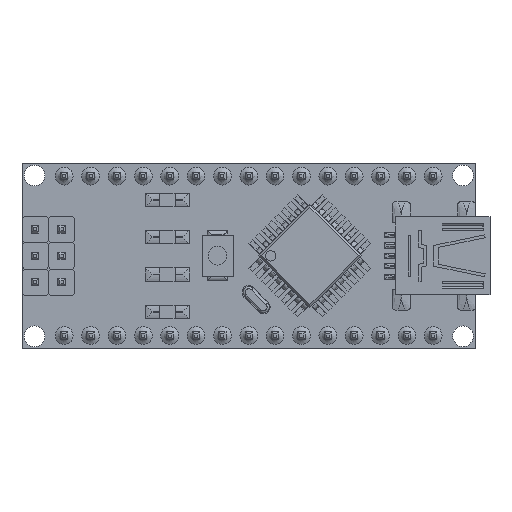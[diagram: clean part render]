
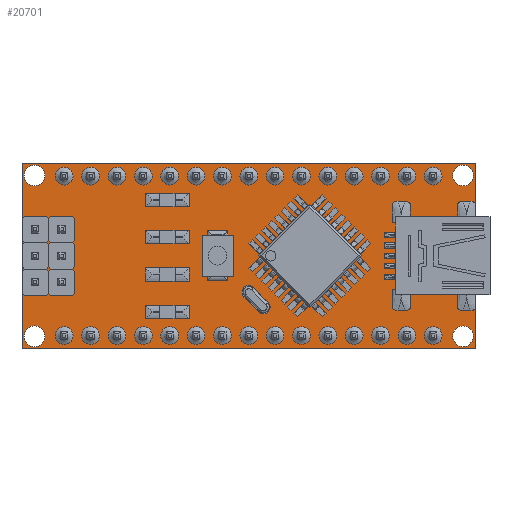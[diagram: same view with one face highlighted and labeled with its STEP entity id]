
A CAD part, top view. The second image highlights one B-rep face of the part: STEP entity #20701.
In plain terms, the highlighted face is planar.
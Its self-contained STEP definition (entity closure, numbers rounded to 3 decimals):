
#168=FACE_BOUND('',#3917,.T.);
#169=FACE_BOUND('',#3918,.T.);
#170=FACE_BOUND('',#3919,.T.);
#171=FACE_BOUND('',#3920,.T.);
#1039=CIRCLE('',#22658,1.);
#1040=CIRCLE('',#22659,1.);
#1043=CIRCLE('',#22663,1.);
#1044=CIRCLE('',#22664,1.);
#1045=CIRCLE('',#22666,1.);
#1046=CIRCLE('',#22667,1.);
#1049=CIRCLE('',#22671,1.);
#1050=CIRCLE('',#22672,1.);
#2703=FACE_OUTER_BOUND('',#3916,.T.);
#3916=EDGE_LOOP('',(#18531,#18532,#18533,#18534));
#3917=EDGE_LOOP('',(#18535,#18536));
#3918=EDGE_LOOP('',(#18537,#18538));
#3919=EDGE_LOOP('',(#18539,#18540));
#3920=EDGE_LOOP('',(#18541,#18542));
#6129=LINE('',#36358,#8371);
#6133=LINE('',#36366,#8375);
#6136=LINE('',#36372,#8378);
#6139=LINE('',#36377,#8381);
#8371=VECTOR('',#28260,10.);
#8375=VECTOR('',#28266,10.);
#8378=VECTOR('',#28271,10.);
#8381=VECTOR('',#28276,10.);
#10225=VERTEX_POINT('',#36320);
#10226=VERTEX_POINT('',#36322);
#10229=VERTEX_POINT('',#36330);
#10230=VERTEX_POINT('',#36332);
#10231=VERTEX_POINT('',#36336);
#10232=VERTEX_POINT('',#36337);
#10235=VERTEX_POINT('',#36346);
#10236=VERTEX_POINT('',#36347);
#10239=VERTEX_POINT('',#36356);
#10240=VERTEX_POINT('',#36357);
#10243=VERTEX_POINT('',#36365);
#10245=VERTEX_POINT('',#36371);
#12988=EDGE_CURVE('',#10226,#10225,#1039,.T.);
#12989=EDGE_CURVE('',#10225,#10226,#1040,.T.);
#12993=EDGE_CURVE('',#10230,#10229,#1043,.T.);
#12994=EDGE_CURVE('',#10229,#10230,#1044,.T.);
#12995=EDGE_CURVE('',#10231,#10232,#1045,.T.);
#12996=EDGE_CURVE('',#10232,#10231,#1046,.T.);
#13000=EDGE_CURVE('',#10235,#10236,#1049,.T.);
#13001=EDGE_CURVE('',#10236,#10235,#1050,.T.);
#13005=EDGE_CURVE('',#10239,#10240,#6129,.T.);
#13009=EDGE_CURVE('',#10240,#10243,#6133,.T.);
#13012=EDGE_CURVE('',#10243,#10245,#6136,.T.);
#13015=EDGE_CURVE('',#10245,#10239,#6139,.T.);
#18531=ORIENTED_EDGE('',*,*,#13015,.T.);
#18532=ORIENTED_EDGE('',*,*,#13005,.T.);
#18533=ORIENTED_EDGE('',*,*,#13009,.T.);
#18534=ORIENTED_EDGE('',*,*,#13012,.T.);
#18535=ORIENTED_EDGE('',*,*,#12988,.T.);
#18536=ORIENTED_EDGE('',*,*,#12989,.T.);
#18537=ORIENTED_EDGE('',*,*,#12993,.T.);
#18538=ORIENTED_EDGE('',*,*,#12994,.T.);
#18539=ORIENTED_EDGE('',*,*,#12995,.T.);
#18540=ORIENTED_EDGE('',*,*,#12996,.T.);
#18541=ORIENTED_EDGE('',*,*,#13000,.T.);
#18542=ORIENTED_EDGE('',*,*,#13001,.T.);
#19515=PLANE('',#22680);
#20701=ADVANCED_FACE('',(#2703,#168,#169,#170,#171),#19515,.F.);
#22658=AXIS2_PLACEMENT_3D('',#36323,#28221,#28222);
#22659=AXIS2_PLACEMENT_3D('',#36324,#28223,#28224);
#22663=AXIS2_PLACEMENT_3D('',#36333,#28232,#28233);
#22664=AXIS2_PLACEMENT_3D('',#36334,#28234,#28235);
#22666=AXIS2_PLACEMENT_3D('',#36338,#28238,#28239);
#22667=AXIS2_PLACEMENT_3D('',#36339,#28240,#28241);
#22671=AXIS2_PLACEMENT_3D('',#36348,#28249,#28250);
#22672=AXIS2_PLACEMENT_3D('',#36349,#28251,#28252);
#22680=AXIS2_PLACEMENT_3D('',#36380,#28280,#28281);
#28221=DIRECTION('center_axis',(0.,1.,0.));
#28222=DIRECTION('ref_axis',(1.,0.,0.));
#28223=DIRECTION('center_axis',(0.,1.,0.));
#28224=DIRECTION('ref_axis',(1.,0.,0.));
#28232=DIRECTION('center_axis',(0.,1.,0.));
#28233=DIRECTION('ref_axis',(-1.,0.,0.));
#28234=DIRECTION('center_axis',(0.,1.,0.));
#28235=DIRECTION('ref_axis',(-1.,0.,0.));
#28238=DIRECTION('center_axis',(0.,1.,0.));
#28239=DIRECTION('ref_axis',(-1.,0.,0.));
#28240=DIRECTION('center_axis',(0.,1.,0.));
#28241=DIRECTION('ref_axis',(-1.,0.,0.));
#28249=DIRECTION('center_axis',(0.,1.,0.));
#28250=DIRECTION('ref_axis',(1.,0.,0.));
#28251=DIRECTION('center_axis',(0.,1.,0.));
#28252=DIRECTION('ref_axis',(1.,0.,0.));
#28260=DIRECTION('',(0.,0.,-1.));
#28266=DIRECTION('',(1.,0.,0.));
#28271=DIRECTION('',(0.,0.,1.));
#28276=DIRECTION('',(-1.,0.,0.));
#28280=DIRECTION('center_axis',(0.,1.,0.));
#28281=DIRECTION('ref_axis',(1.,0.,0.));
#36320=CARTESIAN_POINT('',(0.2,0.,1.2));
#36322=CARTESIAN_POINT('',(1.2,0.,0.2));
#36323=CARTESIAN_POINT('Origin',(1.2,0.,1.2));
#36324=CARTESIAN_POINT('Origin',(1.2,0.,1.2));
#36330=CARTESIAN_POINT('',(43.5,0.,16.7));
#36332=CARTESIAN_POINT('',(42.5,0.,17.7));
#36333=CARTESIAN_POINT('Origin',(42.5,0.,16.7));
#36334=CARTESIAN_POINT('Origin',(42.5,0.,16.7));
#36336=CARTESIAN_POINT('',(42.5,0.,0.2));
#36337=CARTESIAN_POINT('',(43.5,0.,1.2));
#36338=CARTESIAN_POINT('Origin',(42.5,0.,1.2));
#36339=CARTESIAN_POINT('Origin',(42.5,0.,1.2));
#36346=CARTESIAN_POINT('',(1.2,0.,17.7));
#36347=CARTESIAN_POINT('',(0.2,0.,16.7));
#36348=CARTESIAN_POINT('Origin',(1.2,0.,16.7));
#36349=CARTESIAN_POINT('Origin',(1.2,0.,16.7));
#36356=CARTESIAN_POINT('',(0.,0.,17.9));
#36357=CARTESIAN_POINT('',(0.,0.,0.));
#36358=CARTESIAN_POINT('',(0.,0.,17.9));
#36365=CARTESIAN_POINT('',(43.7,0.,0.));
#36366=CARTESIAN_POINT('',(0.,0.,0.));
#36371=CARTESIAN_POINT('',(43.7,0.,17.9));
#36372=CARTESIAN_POINT('',(43.7,0.,0.));
#36377=CARTESIAN_POINT('',(43.7,0.,17.9));
#36380=CARTESIAN_POINT('Origin',(21.85,0.,8.95));
